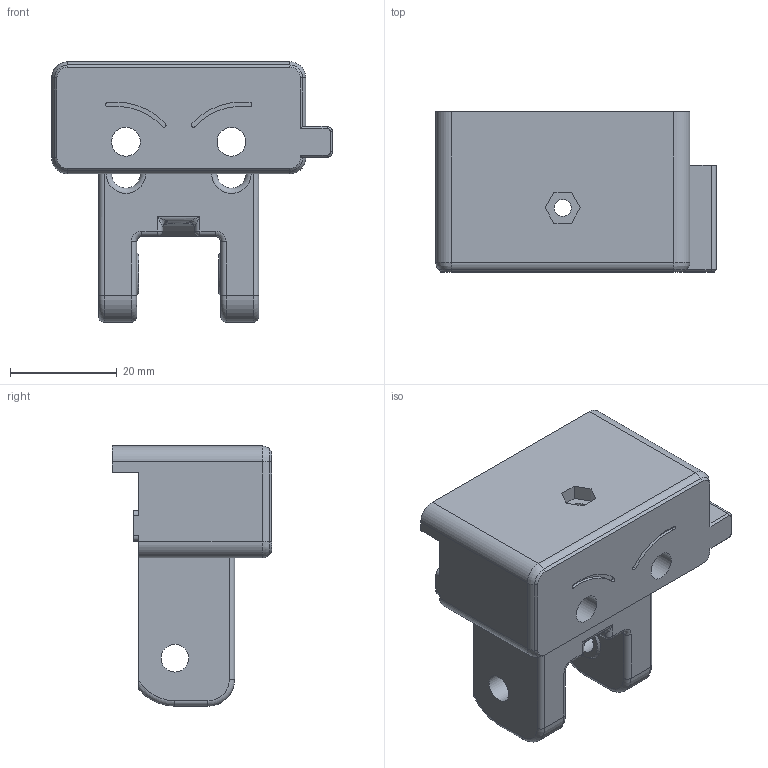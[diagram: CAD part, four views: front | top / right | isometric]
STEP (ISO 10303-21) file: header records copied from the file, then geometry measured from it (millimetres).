
FILE_DESCRIPTION(/* description */ (''),/* implementation_level */ '2;1');
FILE_NAME(/* name */ 'Z Idler.step',/* time_stamp */ '2021-06-22T07:18:18-07:00',/* author */ (''),/* organization */ (''),/* preprocessor_version */ 'ST-DEVELOPER v18.1',/* originating_system */ 'Autodesk Translation Framework v10.9.0.1377',/* authorisation */ '');
FILE_SCHEMA (('AUTOMOTIVE_DESIGN { 1 0 10303 214 3 1 1 }'));
Length unit declared in the file: millimetre
Products named in the file (1): Z Idler
Bounding box: 52.7 x 30 x 48.83 mm (x, y, z)
Volume: 29837.6 mm3; surface area: 11971.9 mm2
Topology: 2 solids, 2 shells, 185 faces, 452 edges, 270 vertices
Faces by surface type: cylinder 78, plane 64, torus 18, bspline 11, cone 8, sphere 6
Full cylindrical faces by diameter (mm): 3.2 x1, 3.4 x1, 5.2 x2, 5.4 x2, 6 x1
Entity records: 5845 total; most frequent: CARTESIAN_POINT 1393, DIRECTION 969, ORIENTED_EDGE 892, EDGE_CURVE 446, AXIS2_PLACEMENT_3D 364, VERTEX_POINT 270, LINE 241, VECTOR 241
